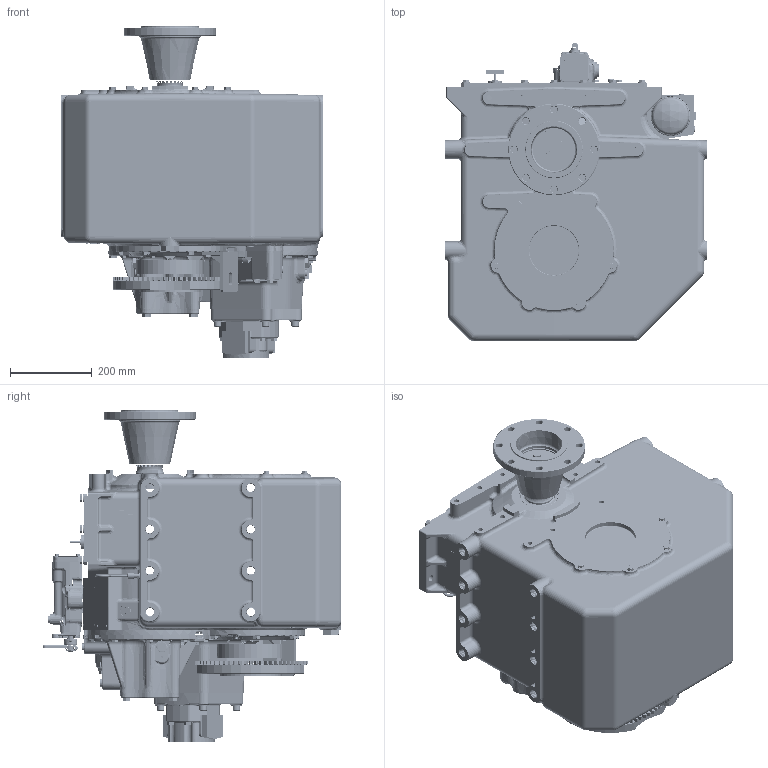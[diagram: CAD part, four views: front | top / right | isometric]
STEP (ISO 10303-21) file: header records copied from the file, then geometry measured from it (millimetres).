
FILE_DESCRIPTION (( 'STEP AP214' ), '1' );
FILE_NAME ('1027458B.STEP', '2015-07-16T16:47:21', ( '' ), ( '' ), 'SwSTEP 2.0', 'SolidWorks 2010', '' );
FILE_SCHEMA (( 'AUTOMOTIVE_DESIGN' ));
Length unit declared in the file: millimetre
Products named in the file (1): 1027458B
Bounding box: 641.35 x 732.83 x 814.69 mm (x, y, z)
Surface area: 3393325.6 mm2 (no closed solid volume)
Topology: 0 solids, 289 shells, 3899 faces, 14885 edges, 10864 vertices
Faces by surface type: cylinder 1166, plane 1144, bspline 613, torus 449, cone 378, sphere 149
Entity records: 271490 total; most frequent: CARTESIAN_POINT 111338, DIRECTION 23595, ORIENTED_EDGE 22444, EDGE_CURVE 14805, VERTEX_POINT 10859, AXIS2_PLACEMENT_3D 9249, CIRCLE 5962, VECTOR 5097
